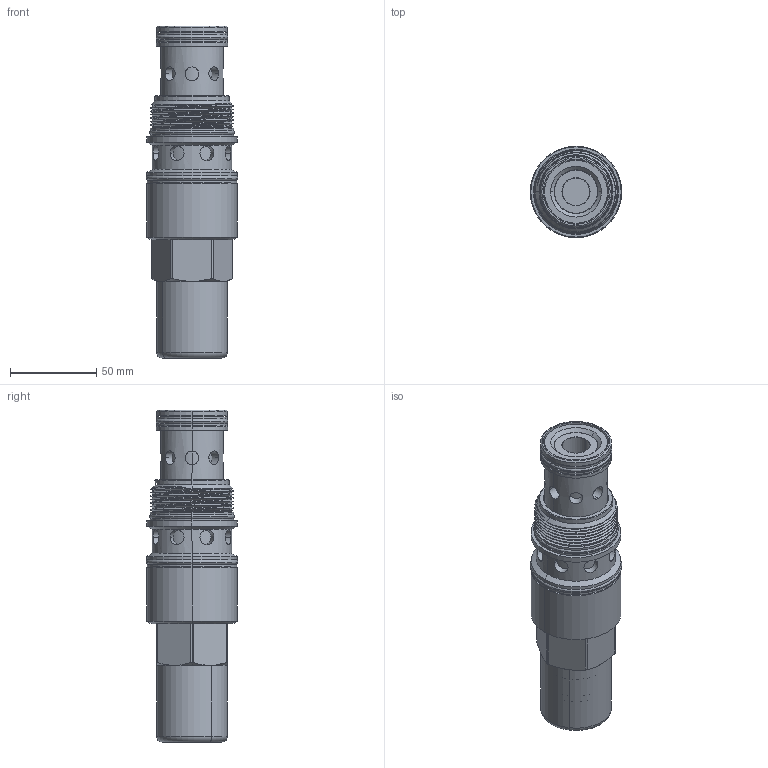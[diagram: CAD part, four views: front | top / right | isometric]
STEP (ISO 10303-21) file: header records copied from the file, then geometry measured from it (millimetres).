
FILE_DESCRIPTION (( 'STEP AP203' ), '1' );
FILE_NAME ('PD19A30-C.STEP', '2020-03-23T03:17:39', ( '' ), ( '' ), 'SwSTEP 2.0', 'SolidWorks 2018', '' );
FILE_SCHEMA (( 'CONFIG_CONTROL_DESIGN' ));
Length unit declared in the file: millimetre
Products named in the file (1): PD19A30-C
Bounding box: 53.11 x 53.11 x 192.67 mm (x, y, z)
Volume: 261836.5 mm3; surface area: 58315.8 mm2
Topology: 9 solids, 22 shells, 420 faces, 960 edges, 611 vertices
Faces by surface type: cylinder 222, plane 98, cone 47, torus 44, bspline 9
Entity records: 21016 total; most frequent: CARTESIAN_POINT 11551, DIRECTION 1999, ORIENTED_EDGE 1916, EDGE_CURVE 958, AXIS2_PLACEMENT_3D 842, VERTEX_POINT 611, EDGE_LOOP 489, CIRCLE 430
